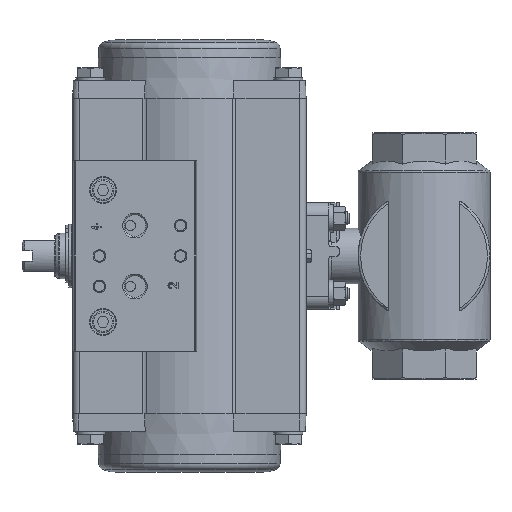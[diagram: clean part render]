
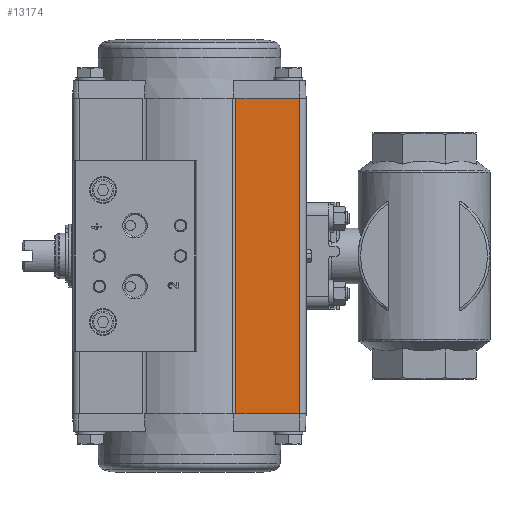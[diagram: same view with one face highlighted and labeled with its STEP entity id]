
A CAD part, left-side view. The second image highlights one B-rep face of the part: STEP entity #13174.
In plain terms, the highlighted face is planar.
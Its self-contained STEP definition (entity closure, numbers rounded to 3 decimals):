
#309=PLANE('',#14359);
#1438=LINE('',#21087,#2263);
#1462=LINE('',#21225,#2287);
#1498=LINE('',#21333,#2323);
#1499=LINE('',#21334,#2324);
#2263=VECTOR('',#16447,1000.);
#2287=VECTOR('',#16513,1000.);
#2323=VECTOR('',#16605,1000.);
#2324=VECTOR('',#16606,1000.);
#4030=ORIENTED_EDGE('',*,*,#7208,.F.);
#4031=ORIENTED_EDGE('',*,*,#7309,.F.);
#4032=ORIENTED_EDGE('',*,*,#7256,.T.);
#4033=ORIENTED_EDGE('',*,*,#7310,.T.);
#7208=EDGE_CURVE('',#8924,#8932,#1438,.T.);
#7256=EDGE_CURVE('',#8954,#8972,#1462,.T.);
#7309=EDGE_CURVE('',#8954,#8924,#1498,.T.);
#7310=EDGE_CURVE('',#8972,#8932,#1499,.T.);
#8924=VERTEX_POINT('',#21057);
#8932=VERTEX_POINT('',#21088);
#8954=VERTEX_POINT('',#21154);
#8972=VERTEX_POINT('',#21224);
#10781=EDGE_LOOP('',(#4030,#4031,#4032,#4033));
#11900=FACE_BOUND('',#10781,.T.);
#13174=ADVANCED_FACE('',(#11900),#309,.F.);
#14359=AXIS2_PLACEMENT_3D('',#21332,#16603,#16604);
#16447=DIRECTION('',(0.,-1.,0.));
#16513=DIRECTION('',(0.,-1.,0.));
#16603=DIRECTION('',(-1.,0.,0.));
#16604=DIRECTION('',(0.,0.,1.));
#16605=DIRECTION('',(0.,0.,-1.));
#16606=DIRECTION('',(0.,0.,-1.));
#21057=CARTESIAN_POINT('',(32.,-18.31,-62.2));
#21087=CARTESIAN_POINT('',(32.,46.,-62.2));
#21088=CARTESIAN_POINT('',(32.,-43.5,-62.2));
#21154=CARTESIAN_POINT('',(32.,-18.31,62.2));
#21224=CARTESIAN_POINT('',(32.,-43.5,62.2));
#21225=CARTESIAN_POINT('',(32.,46.,62.2));
#21332=CARTESIAN_POINT('',(32.,18.31,62.2));
#21333=CARTESIAN_POINT('',(32.,-18.31,62.2));
#21334=CARTESIAN_POINT('',(32.,-43.5,62.2));
